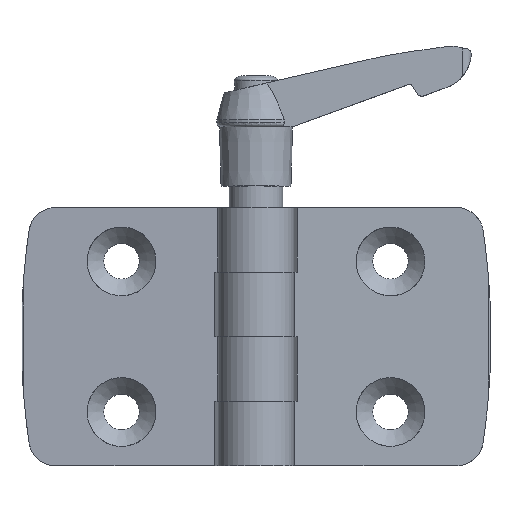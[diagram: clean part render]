
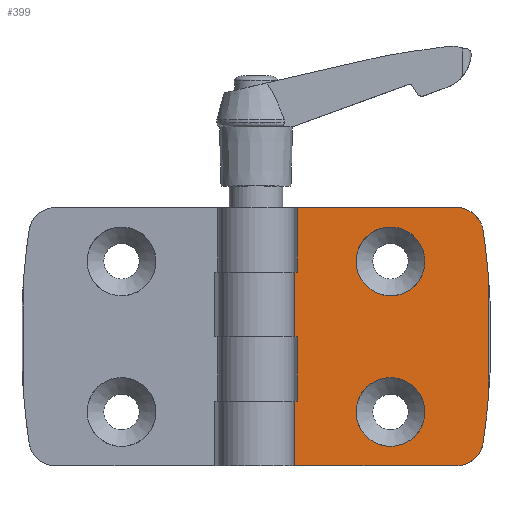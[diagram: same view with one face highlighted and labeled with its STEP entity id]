
A CAD part, top view. The second image highlights one B-rep face of the part: STEP entity #399.
In plain terms, the highlighted planar face has unit normal (0.041, 0, 0.999).
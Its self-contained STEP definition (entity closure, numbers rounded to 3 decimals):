
#399 = ADVANCED_FACE( '', ( #856, #857, #858 ), #859, .F. );
#856 = FACE_BOUND( '', #1401, .T. );
#857 = FACE_BOUND( '', #1402, .T. );
#858 = FACE_OUTER_BOUND( '', #1403, .T. );
#859 = PLANE( '', #1404 );
#1401 = EDGE_LOOP( '', ( #2377 ) );
#1402 = EDGE_LOOP( '', ( #2378 ) );
#1403 = EDGE_LOOP( '', ( #2379, #2380, #2381, #2382, #2383, #2384, #2385, #2386, #2387, #2388, #2389, #2390, #2391, #2392 ) );
#1404 = AXIS2_PLACEMENT_3D( '', #2393, #2394, #2395 );
#2377 = ORIENTED_EDGE( '', *, *, #3467, .F. );
#2378 = ORIENTED_EDGE( '', *, *, #3468, .F. );
#2379 = ORIENTED_EDGE( '', *, *, #3469, .T. );
#2380 = ORIENTED_EDGE( '', *, *, #3309, .T. );
#2381 = ORIENTED_EDGE( '', *, *, #3470, .F. );
#2382 = ORIENTED_EDGE( '', *, *, #3471, .F. );
#2383 = ORIENTED_EDGE( '', *, *, #3472, .F. );
#2384 = ORIENTED_EDGE( '', *, *, #3473, .T. );
#2385 = ORIENTED_EDGE( '', *, *, #3200, .T. );
#2386 = ORIENTED_EDGE( '', *, *, #3207, .T. );
#2387 = ORIENTED_EDGE( '', *, *, #3193, .F. );
#2388 = ORIENTED_EDGE( '', *, *, #3474, .T. );
#2389 = ORIENTED_EDGE( '', *, *, #3475, .T. );
#2390 = ORIENTED_EDGE( '', *, *, #3260, .T. );
#2391 = ORIENTED_EDGE( '', *, *, #3476, .T. );
#2392 = ORIENTED_EDGE( '', *, *, #3445, .F. );
#2393 = CARTESIAN_POINT( '', ( 7.192, 48., -1.008 ) );
#2394 = DIRECTION( '', ( -0.041, 0., -0.999 ) );
#2395 = DIRECTION( '', ( -0.999, 0., 0.041 ) );
#3193 = EDGE_CURVE( '', #3812, #3814, #3815, .T. );
#3200 = EDGE_CURVE( '', #3827, #3825, #3828, .T. );
#3207 = EDGE_CURVE( '', #3825, #3814, #3838, .T. );
#3260 = EDGE_CURVE( '', #3927, #3929, #3931, .F. );
#3309 = EDGE_CURVE( '', #4007, #4009, #4011, .F. );
#3445 = EDGE_CURVE( '', #4209, #4210, #4211, .T. );
#3467 = EDGE_CURVE( '', #4244, #4244, #4245, .F. );
#3468 = EDGE_CURVE( '', #4246, #4246, #4247, .F. );
#3469 = EDGE_CURVE( '', #4209, #4007, #4248, .F. );
#3470 = EDGE_CURVE( '', #4249, #4009, #4250, .T. );
#3471 = EDGE_CURVE( '', #4251, #4249, #4252, .T. );
#3472 = EDGE_CURVE( '', #4253, #4251, #4254, .T. );
#3473 = EDGE_CURVE( '', #4253, #3827, #4255, .T. );
#3474 = EDGE_CURVE( '', #3812, #4256, #4257, .T. );
#3475 = EDGE_CURVE( '', #4256, #3927, #4258, .T. );
#3476 = EDGE_CURVE( '', #3929, #4210, #4259, .F. );
#3812 = VERTEX_POINT( '', #4712 );
#3814 = VERTEX_POINT( '', #4714 );
#3815 = LINE( '', #4715, #4716 );
#3825 = VERTEX_POINT( '', #4729 );
#3827 = VERTEX_POINT( '', #4732 );
#3828 = LINE( '', #4733, #4734 );
#3838 = LINE( '', #4747, #4748 );
#3927 = VERTEX_POINT( '', #4861 );
#3929 = VERTEX_POINT( '', #4864 );
#3931 = ELLIPSE( '', #4867, 5.004, 5. );
#4007 = VERTEX_POINT( '', #4969 );
#4009 = VERTEX_POINT( '', #4972 );
#4011 = ELLIPSE( '', #4975, 5.004, 5. );
#4209 = VERTEX_POINT( '', #5304 );
#4210 = VERTEX_POINT( '', #5305 );
#4211 = LINE( '', #5306, #5307 );
#4244 = VERTEX_POINT( '', #5399 );
#4245 = ELLIPSE( '', #5400, 6.405, 6.4 );
#4246 = VERTEX_POINT( '', #5401 );
#4247 = ELLIPSE( '', #5402, 6.405, 6.4 );
#4248 = ELLIPSE( '', #5403, 134.431, 134.318 );
#4249 = VERTEX_POINT( '', #5404 );
#4250 = LINE( '', #5405, #5406 );
#4251 = VERTEX_POINT( '', #5407 );
#4252 = LINE( '', #5408, #5409 );
#4253 = VERTEX_POINT( '', #5410 );
#4254 = LINE( '', #5411, #5412 );
#4255 = LINE( '', #5413, #5414 );
#4256 = VERTEX_POINT( '', #5415 );
#4257 = LINE( '', #5416, #5417 );
#4258 = LINE( '', #5418, #5419 );
#4259 = ELLIPSE( '', #5420, 134.431, 134.318 );
#4712 = CARTESIAN_POINT( '', ( 7.192, 12., -1.008 ) );
#4714 = CARTESIAN_POINT( '', ( 7.697, 12., -1.029 ) );
#4715 = CARTESIAN_POINT( '', ( 7.192, 12., -1.008 ) );
#4716 = VECTOR( '', #5857, 1000. );
#4729 = CARTESIAN_POINT( '', ( 7.697, 24., -1.029 ) );
#4732 = CARTESIAN_POINT( '', ( 7.192, 24., -1.008 ) );
#4733 = CARTESIAN_POINT( '', ( 7.192, 24., -1.008 ) );
#4734 = VECTOR( '', #5865, 1000. );
#4747 = CARTESIAN_POINT( '', ( 7.697, 48., -1.029 ) );
#4748 = VECTOR( '', #5875, 1000. );
#4861 = CARTESIAN_POINT( '', ( 37.258, 0., -2.243 ) );
#4864 = CARTESIAN_POINT( '', ( 42.204, 4.265, -2.447 ) );
#4867 = AXIS2_PLACEMENT_3D( '', #5950, #5951, #5952 );
#4969 = CARTESIAN_POINT( '', ( 42.204, 43.735, -2.447 ) );
#4972 = CARTESIAN_POINT( '', ( 37.258, 48., -2.243 ) );
#4975 = AXIS2_PLACEMENT_3D( '', #6023, #6024, #6025 );
#5304 = CARTESIAN_POINT( '', ( 43.308, 33.736, -2.492 ) );
#5305 = CARTESIAN_POINT( '', ( 43.308, 14.264, -2.492 ) );
#5306 = CARTESIAN_POINT( '', ( 43.308, 48., -2.492 ) );
#5307 = VECTOR( '', #6190, 1000. );
#5399 = CARTESIAN_POINT( '', ( 31.4, 38., -2.003 ) );
#5400 = AXIS2_PLACEMENT_3D( '', #6208, #6209, #6210 );
#5401 = CARTESIAN_POINT( '', ( 31.4, 10., -2.003 ) );
#5402 = AXIS2_PLACEMENT_3D( '', #6211, #6212, #6213 );
#5403 = AXIS2_PLACEMENT_3D( '', #6214, #6215, #6216 );
#5404 = CARTESIAN_POINT( '', ( 7.697, 48., -1.029 ) );
#5405 = CARTESIAN_POINT( '', ( 7.192, 48., -1.008 ) );
#5406 = VECTOR( '', #6217, 1000. );
#5407 = CARTESIAN_POINT( '', ( 7.697, 36., -1.029 ) );
#5408 = CARTESIAN_POINT( '', ( 7.697, 48., -1.029 ) );
#5409 = VECTOR( '', #6218, 1000. );
#5410 = CARTESIAN_POINT( '', ( 7.192, 36., -1.008 ) );
#5411 = CARTESIAN_POINT( '', ( 7.192, 36., -1.008 ) );
#5412 = VECTOR( '', #6219, 1000. );
#5413 = CARTESIAN_POINT( '', ( 7.192, 48., -1.008 ) );
#5414 = VECTOR( '', #6220, 1000. );
#5415 = CARTESIAN_POINT( '', ( 7.192, 0., -1.008 ) );
#5416 = CARTESIAN_POINT( '', ( 7.192, 48., -1.008 ) );
#5417 = VECTOR( '', #6221, 1000. );
#5418 = CARTESIAN_POINT( '', ( 7.192, 0., -1.008 ) );
#5419 = VECTOR( '', #6222, 1000. );
#5420 = AXIS2_PLACEMENT_3D( '', #6223, #6224, #6225 );
#5857 = DIRECTION( '', ( 0.999, 0., -0.041 ) );
#5865 = DIRECTION( '', ( 0.999, 0., -0.041 ) );
#5875 = DIRECTION( '', ( 0., -1., 0. ) );
#5950 = CARTESIAN_POINT( '', ( 37.258, 5., -2.243 ) );
#5951 = DIRECTION( '', ( -0.041, 0., -0.999 ) );
#5952 = DIRECTION( '', ( 0.999, 0., -0.041 ) );
#6023 = CARTESIAN_POINT( '', ( 37.258, 43., -2.243 ) );
#6024 = DIRECTION( '', ( -0.041, 0., -0.999 ) );
#6025 = DIRECTION( '', ( 0.999, 0., -0.041 ) );
#6190 = DIRECTION( '', ( 0., -1., 0. ) );
#6208 = CARTESIAN_POINT( '', ( 25., 38., -1.74 ) );
#6209 = DIRECTION( '', ( -0.041, 0., -0.999 ) );
#6210 = DIRECTION( '', ( 0.999, 0., -0.041 ) );
#6211 = CARTESIAN_POINT( '', ( 25., 10., -1.74 ) );
#6212 = DIRECTION( '', ( -0.041, 0., -0.999 ) );
#6213 = DIRECTION( '', ( 0.999, 0., -0.041 ) );
#6214 = CARTESIAN_POINT( '', ( -90.656, 24., 3.013 ) );
#6215 = DIRECTION( '', ( -0.041, 0., -0.999 ) );
#6216 = DIRECTION( '', ( 0.999, 0., -0.041 ) );
#6217 = DIRECTION( '', ( 0.999, 0., -0.041 ) );
#6218 = DIRECTION( '', ( 0., 1., 0. ) );
#6219 = DIRECTION( '', ( 0.999, 0., -0.041 ) );
#6220 = DIRECTION( '', ( 0., -1., 0. ) );
#6221 = DIRECTION( '', ( 0., -1., 0. ) );
#6222 = DIRECTION( '', ( 0.999, 0., -0.041 ) );
#6223 = CARTESIAN_POINT( '', ( -90.656, 24., 3.013 ) );
#6224 = DIRECTION( '', ( -0.041, 0., -0.999 ) );
#6225 = DIRECTION( '', ( 0.999, 0., -0.041 ) );
